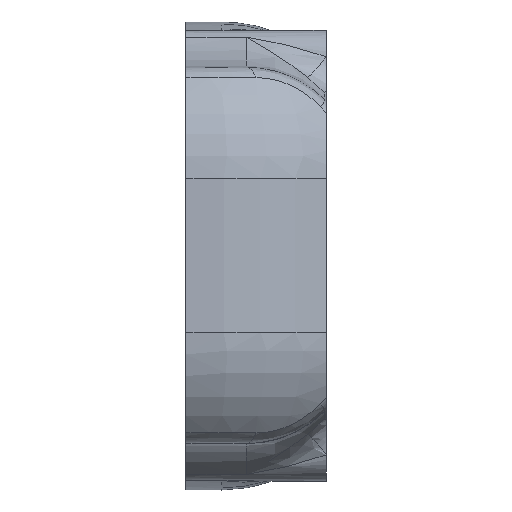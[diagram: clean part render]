
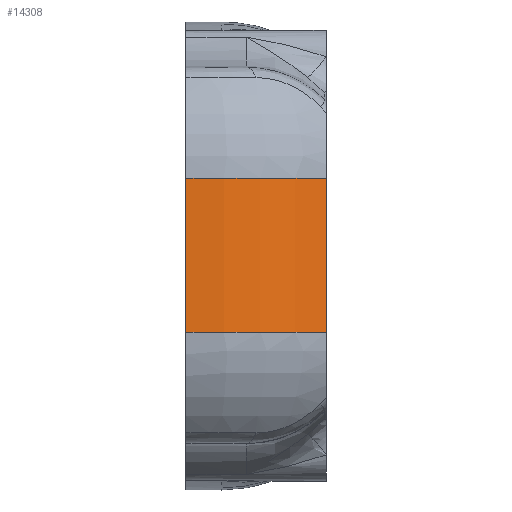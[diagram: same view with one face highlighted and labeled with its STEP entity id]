
A CAD part, top view. The second image highlights one B-rep face of the part: STEP entity #14308.
In plain terms, the highlighted cylindrical face has radius 25.669 mm (diameter 51.339 mm), a partial arc.
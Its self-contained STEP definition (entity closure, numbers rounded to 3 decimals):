
#277 = CARTESIAN_POINT ( 'NONE',  ( 79.7, -9.058, 112.846 ) ) ;
#1054 = DIRECTION ( 'NONE',  ( 0., 1., 0. ) ) ;
#2283 = CARTESIAN_POINT ( 'NONE',  ( 63.2, -9.058, 118.852 ) ) ;
#2467 = CARTESIAN_POINT ( 'NONE',  ( 63.2, 0., 93.182 ) ) ;
#2748 = LINE ( 'NONE', #6193, #4051 ) ;
#3246 = DIRECTION ( 'NONE',  ( 0., 0., -1. ) ) ;
#3266 = EDGE_LOOP ( 'NONE', ( #10949, #3406, #6454, #13654 ) ) ;
#3344 = EDGE_CURVE ( 'NONE', #3374, #12639, #2748, .T. ) ;
#3374 = VERTEX_POINT ( 'NONE', #4070 ) ;
#3406 = ORIENTED_EDGE ( 'NONE', *, *, #3344, .F. ) ;
#3595 = EDGE_CURVE ( 'NONE', #13819, #12639, #5689, .T. ) ;
#4051 = VECTOR ( 'NONE', #9616, 1000. ) ;
#4070 = CARTESIAN_POINT ( 'NONE',  ( 79.7, 9.059, 112.846 ) ) ;
#5516 = DIRECTION ( 'NONE',  ( 0.692, 0., 0.722 ) ) ;
#5689 = CIRCLE ( 'NONE', #13596, 25.669 ) ;
#6193 = CARTESIAN_POINT ( 'NONE',  ( 79.7, 0., 112.846 ) ) ;
#6203 = CARTESIAN_POINT ( 'NONE',  ( 63.2, 9.059, 93.182 ) ) ;
#6305 = VERTEX_POINT ( 'NONE', #7551 ) ;
#6454 = ORIENTED_EDGE ( 'NONE', *, *, #14396, .T. ) ;
#7137 = LINE ( 'NONE', #7357, #11428 ) ;
#7165 = DIRECTION ( 'NONE',  ( 0., 0., -1. ) ) ;
#7357 = CARTESIAN_POINT ( 'NONE',  ( 63.2, 0., 118.852 ) ) ;
#7551 = CARTESIAN_POINT ( 'NONE',  ( 63.2, 9.059, 118.852 ) ) ;
#7819 = FACE_OUTER_BOUND ( 'NONE', #3266, .T. ) ;
#8446 = CIRCLE ( 'NONE', #9866, 25.669 ) ;
#9616 = DIRECTION ( 'NONE',  ( 0., -1., 0. ) ) ;
#9866 = AXIS2_PLACEMENT_3D ( 'NONE', #6203, #11797, #3246 ) ;
#10010 = CYLINDRICAL_SURFACE ( 'NONE', #10776, 25.669 ) ;
#10776 = AXIS2_PLACEMENT_3D ( 'NONE', #2467, #11527, #7165 ) ;
#10949 = ORIENTED_EDGE ( 'NONE', *, *, #3595, .T. ) ;
#11059 = CARTESIAN_POINT ( 'NONE',  ( 63.2, -9.058, 93.182 ) ) ;
#11428 = VECTOR ( 'NONE', #11573, 1000. ) ;
#11527 = DIRECTION ( 'NONE',  ( 0., -1., 0. ) ) ;
#11573 = DIRECTION ( 'NONE',  ( 0., -1., 0. ) ) ;
#11797 = DIRECTION ( 'NONE',  ( 0., -1., 0. ) ) ;
#11987 = EDGE_CURVE ( 'NONE', #6305, #13819, #7137, .T. ) ;
#12639 = VERTEX_POINT ( 'NONE', #277 ) ;
#13596 = AXIS2_PLACEMENT_3D ( 'NONE', #11059, #1054, #5516 ) ;
#13654 = ORIENTED_EDGE ( 'NONE', *, *, #11987, .T. ) ;
#13819 = VERTEX_POINT ( 'NONE', #2283 ) ;
#14308 = ADVANCED_FACE ( 'NONE', ( #7819 ), #10010, .T. ) ;
#14396 = EDGE_CURVE ( 'NONE', #3374, #6305, #8446, .T. ) ;
